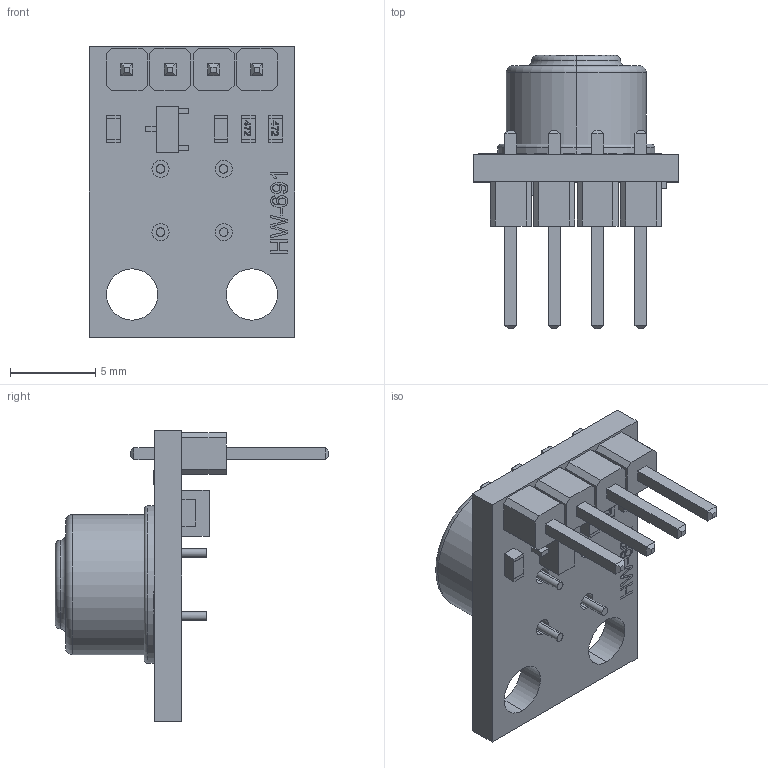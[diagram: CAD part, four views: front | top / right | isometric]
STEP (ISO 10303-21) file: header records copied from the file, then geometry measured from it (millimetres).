
FILE_DESCRIPTION (( 'STEP AP214' ), '1' );
FILE_NAME ('HW-691.STEP', '2019-09-10T21:14:45', ( '' ), ( '' ), 'SwSTEP 2.0', 'SolidWorks 2016', '' );
FILE_SCHEMA (( 'AUTOMOTIVE_DESIGN' ));
Length unit declared in the file: millimetre
Products named in the file (7): HW-691; IRTS_pcb; IRTS_IRSensor; IRTS_capacitor; IRTS_Transistor; IRTS_pin; IRTS_reistor
Assembly tree (11 placements, depth 2):
  HW-691
    IRTS_pcb
    IRTS_pin  x4
    IRTS_reistor  x2
    IRTS_capacitor  x2
    IRTS_Transistor
    IRTS_IRSensor
Bounding box: 12 x 16 x 17 mm (x, y, z)
Volume: 673.9 mm3; surface area: 1105.1 mm2
Topology: 11 solids, 11 shells, 572 faces, 1468 edges, 963 vertices
Faces by surface type: plane 395, bspline 131, cylinder 32, torus 8, cone 6
Entity records: 20865 total; most frequent: CARTESIAN_POINT 9392, ORIENTED_EDGE 2242, DIRECTION 1601, EDGE_CURVE 1121, LINE 797, VECTOR 797, VERTEX_POINT 741, EDGE_LOOP 486
